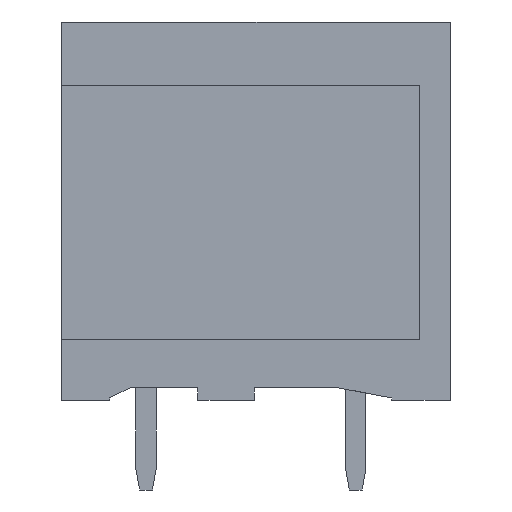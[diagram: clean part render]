
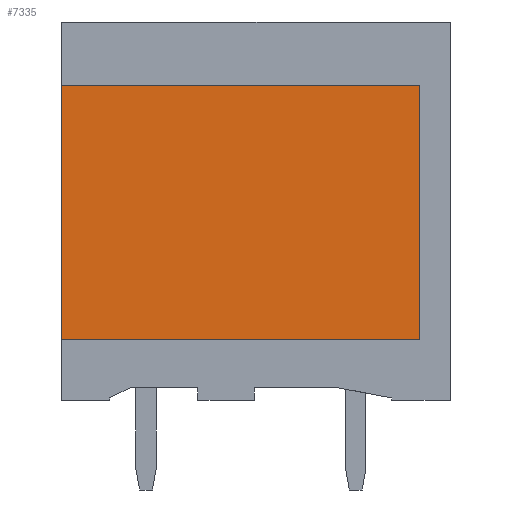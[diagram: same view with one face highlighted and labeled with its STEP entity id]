
A CAD part, left-side view. The second image highlights one B-rep face of the part: STEP entity #7335.
In plain terms, the highlighted planar face has unit normal (-1, 0, 0).
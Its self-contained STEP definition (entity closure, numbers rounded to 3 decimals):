
#7315=AXIS2_PLACEMENT_3D('Plane Axis2P3D',#7312,#7313,#7314) ;
#2467=CARTESIAN_POINT('Vertex',(1.1,15.2,5.9)) ;
#2470=CARTESIAN_POINT('Line Origine',(1.1,15.2,10.85)) ;
#2474=CARTESIAN_POINT('Vertex',(1.1,15.2,15.8)) ;
#7296=CARTESIAN_POINT('Vertex',(1.1,1.2,5.9)) ;
#7299=CARTESIAN_POINT('Line Origine',(1.1,8.2,5.9)) ;
#7312=CARTESIAN_POINT('Axis2P3D Location',(1.1,0.,5.9)) ;
#7317=CARTESIAN_POINT('Line Origine',(1.1,1.2,10.85)) ;
#7321=CARTESIAN_POINT('Vertex',(1.1,1.2,15.8)) ;
#7324=CARTESIAN_POINT('Line Origine',(1.1,8.2,15.8)) ;
#2471=DIRECTION('Vector Direction',(0.,0.,1.)) ;
#7300=DIRECTION('Vector Direction',(0.,1.,0.)) ;
#7313=DIRECTION('Axis2P3D Direction',(-1.,0.,0.)) ;
#7314=DIRECTION('Axis2P3D XDirection',(0.,0.,1.)) ;
#7318=DIRECTION('Vector Direction',(0.,0.,1.)) ;
#7325=DIRECTION('Vector Direction',(0.,1.,0.)) ;
#2472=VECTOR('Line Direction',#2471,1.) ;
#7301=VECTOR('Line Direction',#7300,1.) ;
#7319=VECTOR('Line Direction',#7318,1.) ;
#7326=VECTOR('Line Direction',#7325,1.) ;
#7330=ORIENTED_EDGE('',*,*,#7303,.F.) ;
#7331=ORIENTED_EDGE('',*,*,#7323,.T.) ;
#7332=ORIENTED_EDGE('',*,*,#7328,.T.) ;
#7333=ORIENTED_EDGE('',*,*,#2476,.F.) ;
#7335=ADVANCED_FACE('HOUSING',(#7334),#7316,.T.) ;
#2476=EDGE_CURVE('',#2468,#2475,#2473,.T.) ;
#7303=EDGE_CURVE('',#7297,#2468,#7302,.T.) ;
#7323=EDGE_CURVE('',#7297,#7322,#7320,.T.) ;
#7328=EDGE_CURVE('',#7322,#2475,#7327,.T.) ;
#7329=EDGE_LOOP('',(#7330,#7331,#7332,#7333)) ;
#7334=FACE_OUTER_BOUND('',#7329,.T.) ;
#2473=LINE('Line',#2470,#2472) ;
#7302=LINE('Line',#7299,#7301) ;
#7320=LINE('Line',#7317,#7319) ;
#7327=LINE('Line',#7324,#7326) ;
#7316=PLANE('',#7315) ;
#2468=VERTEX_POINT('',#2467) ;
#2475=VERTEX_POINT('',#2474) ;
#7297=VERTEX_POINT('',#7296) ;
#7322=VERTEX_POINT('',#7321) ;
